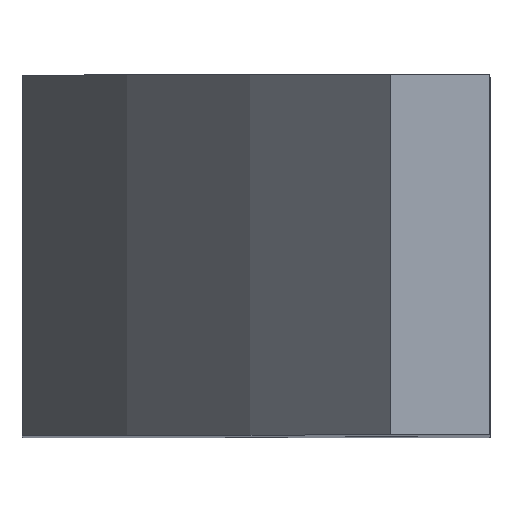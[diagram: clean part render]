
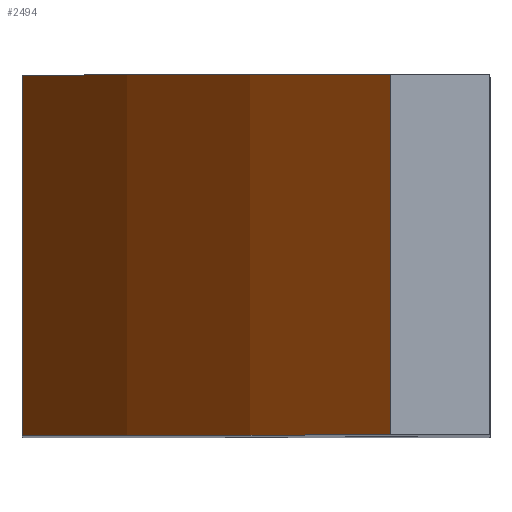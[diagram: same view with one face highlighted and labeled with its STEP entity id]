
A CAD part, top view. The second image highlights one B-rep face of the part: STEP entity #2494.
In plain terms, the highlighted free-form (B-spline) face has degree [1, 2] with [2, 3] control points.
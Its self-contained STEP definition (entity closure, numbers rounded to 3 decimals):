
#15=ELLIPSE('',#2659,229.521,224.595);
#16=ELLIPSE('',#2660,229.521,224.595);
#17=(
BOUNDED_SURFACE()
B_SPLINE_SURFACE(1,2,((#7938,#7939,#7940),(#7941,#7942,#7943)),
 .UNSPECIFIED.,.F.,.F.,.F.)
B_SPLINE_SURFACE_WITH_KNOTS((2,2),(3,3),(0.,0.152),(-2.714,
-2.427),.UNSPECIFIED.)
GEOMETRIC_REPRESENTATION_ITEM()
RATIONAL_B_SPLINE_SURFACE(((1.,0.99,1.),(1.,0.99,
1.)))
REPRESENTATION_ITEM('')
SURFACE()
);
#254=FACE_OUTER_BOUND('',#402,.T.);
#402=EDGE_LOOP('',(#2248,#2249,#2250,#2251));
#746=LINE('',#7937,#922);
#747=LINE('',#7948,#923);
#922=VECTOR('',#3152,10.);
#923=VECTOR('',#3157,10.);
#1171=VERTEX_POINT('',#7933);
#1172=VERTEX_POINT('',#7935);
#1173=VERTEX_POINT('',#7944);
#1174=VERTEX_POINT('',#7946);
#1540=EDGE_CURVE('',#1171,#1172,#746,.T.);
#1541=EDGE_CURVE('',#1173,#1171,#15,.T.);
#1542=EDGE_CURVE('',#1174,#1172,#16,.T.);
#1543=EDGE_CURVE('',#1173,#1174,#747,.T.);
#2248=ORIENTED_EDGE('',*,*,#1541,.T.);
#2249=ORIENTED_EDGE('',*,*,#1540,.T.);
#2250=ORIENTED_EDGE('',*,*,#1542,.F.);
#2251=ORIENTED_EDGE('',*,*,#1543,.F.);
#2494=ADVANCED_FACE('',(#254),#17,.F.);
#2659=AXIS2_PLACEMENT_3D('',#7945,#3153,#3154);
#2660=AXIS2_PLACEMENT_3D('',#7947,#3155,#3156);
#3152=DIRECTION('',(0.,1.,0.));
#3153=DIRECTION('center_axis',(0.,1.,0.));
#3154=DIRECTION('ref_axis',(1.,0.,-0.006));
#3155=DIRECTION('center_axis',(0.,1.,0.));
#3156=DIRECTION('ref_axis',(1.,0.,-0.006));
#3157=DIRECTION('',(0.,1.,0.));
#7933=CARTESIAN_POINT('',(241.982,0.,386.187));
#7935=CARTESIAN_POINT('',(241.982,35.,386.187));
#7937=CARTESIAN_POINT('',(241.982,0.,386.187));
#7938=CARTESIAN_POINT('Ctrl Pts',(206.186,0.,332.458));
#7939=CARTESIAN_POINT('Ctrl Pts',(220.122,0.,361.85));
#7940=CARTESIAN_POINT('Ctrl Pts',(241.982,0.,386.187));
#7941=CARTESIAN_POINT('Ctrl Pts',(206.186,35.,332.458));
#7942=CARTESIAN_POINT('Ctrl Pts',(220.122,35.,361.85));
#7943=CARTESIAN_POINT('Ctrl Pts',(241.982,35.,386.187));
#7944=CARTESIAN_POINT('',(206.186,0.,332.458));
#7945=CARTESIAN_POINT('Origin',(414.395,0.,237.888));
#7946=CARTESIAN_POINT('',(206.186,35.,332.458));
#7947=CARTESIAN_POINT('Origin',(414.395,35.,237.888));
#7948=CARTESIAN_POINT('',(206.186,0.,332.458));
